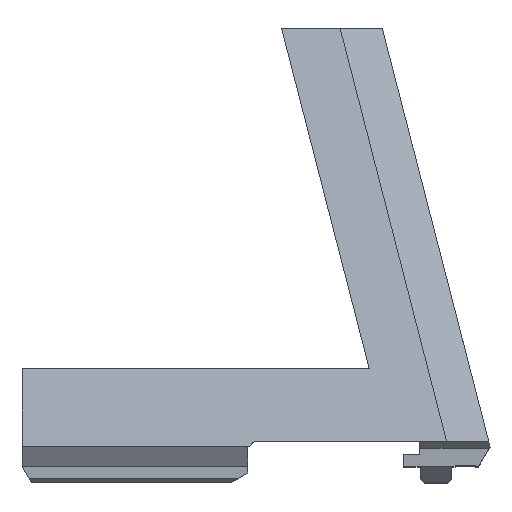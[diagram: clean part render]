
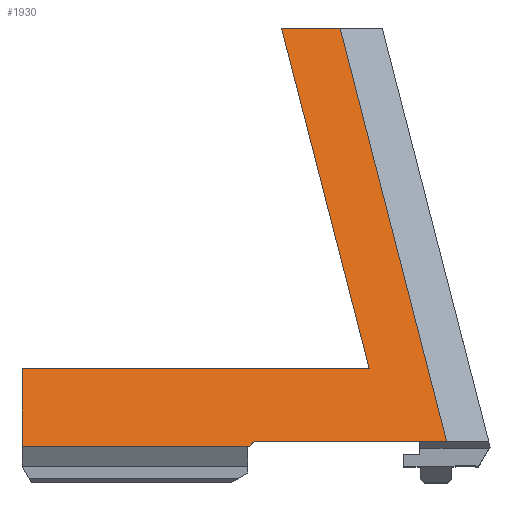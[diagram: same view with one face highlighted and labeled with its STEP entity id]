
A CAD part, top view. The second image highlights one B-rep face of the part: STEP entity #1930.
In plain terms, the highlighted planar face has unit normal (0, 0.249, 0.968).
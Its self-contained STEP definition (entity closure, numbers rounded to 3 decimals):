
#93=PLANE('',#2044);
#190=FACE_OUTER_BOUND('',#293,.T.);
#293=EDGE_LOOP('',(#1695,#1696,#1697,#1698,#1699,#1700,#1701,#1702));
#453=LINE('',#2861,#714);
#461=LINE('',#2878,#722);
#481=LINE('',#2922,#742);
#490=LINE('',#2941,#751);
#503=LINE('',#2963,#764);
#556=LINE('',#3063,#817);
#557=LINE('',#3064,#818);
#558=LINE('',#3065,#819);
#714=VECTOR('',#2322,1000.);
#722=VECTOR('',#2334,1000.);
#742=VECTOR('',#2368,1000.);
#751=VECTOR('',#2381,1000.);
#764=VECTOR('',#2398,1000.);
#817=VECTOR('',#2491,1000.);
#818=VECTOR('',#2492,1000.);
#819=VECTOR('',#2493,1000.);
#958=VERTEX_POINT('',#2859);
#959=VERTEX_POINT('',#2860);
#966=VERTEX_POINT('',#2877);
#981=VERTEX_POINT('',#2918);
#983=VERTEX_POINT('',#2921);
#991=VERTEX_POINT('',#2940);
#996=VERTEX_POINT('',#2957);
#998=VERTEX_POINT('',#2961);
#1173=EDGE_CURVE('',#958,#959,#453,.T.);
#1181=EDGE_CURVE('',#959,#966,#461,.T.);
#1202=EDGE_CURVE('',#983,#981,#481,.T.);
#1211=EDGE_CURVE('',#981,#991,#490,.T.);
#1224=EDGE_CURVE('',#996,#998,#503,.T.);
#1280=EDGE_CURVE('',#983,#958,#556,.T.);
#1281=EDGE_CURVE('',#991,#996,#557,.T.);
#1282=EDGE_CURVE('',#966,#998,#558,.T.);
#1695=ORIENTED_EDGE('',*,*,#1181,.F.);
#1696=ORIENTED_EDGE('',*,*,#1173,.F.);
#1697=ORIENTED_EDGE('',*,*,#1280,.F.);
#1698=ORIENTED_EDGE('',*,*,#1202,.T.);
#1699=ORIENTED_EDGE('',*,*,#1211,.T.);
#1700=ORIENTED_EDGE('',*,*,#1281,.T.);
#1701=ORIENTED_EDGE('',*,*,#1224,.T.);
#1702=ORIENTED_EDGE('',*,*,#1282,.F.);
#1930=ADVANCED_FACE('',(#190),#93,.F.);
#2044=AXIS2_PLACEMENT_3D('',#3062,#2489,#2490);
#2322=DIRECTION('',(1.,0.,0.));
#2334=DIRECTION('',(-0.242,0.94,-0.242));
#2368=DIRECTION('',(1.,0.,0.));
#2381=DIRECTION('',(0.696,0.696,-0.179));
#2398=DIRECTION('',(-0.242,0.94,-0.242));
#2489=DIRECTION('center_axis',(0.,-0.25,
-0.968));
#2490=DIRECTION('ref_axis',(0.,-0.968,0.25));
#2491=DIRECTION('',(0.,0.968,-0.25));
#2492=DIRECTION('',(1.,0.,0.));
#2493=DIRECTION('',(1.,0.,0.));
#2859=CARTESIAN_POINT('',(133.693,513.973,10.471));
#2860=CARTESIAN_POINT('',(218.695,513.973,10.471));
#2861=CARTESIAN_POINT('',(-47.498,513.973,10.471));
#2877=CARTESIAN_POINT('',(197.235,597.253,-10.989));
#2878=CARTESIAN_POINT('',(219.693,510.1,11.469));
#2918=CARTESIAN_POINT('',(189.342,494.942,15.376));
#2921=CARTESIAN_POINT('',(133.693,494.942,15.376));
#2922=CARTESIAN_POINT('',(189.001,494.942,15.376));
#2940=CARTESIAN_POINT('',(190.501,496.1,15.077));
#2941=CARTESIAN_POINT('',(110.124,415.723,35.79));
#2957=CARTESIAN_POINT('',(237.648,496.1,15.077));
#2961=CARTESIAN_POINT('',(211.582,597.253,-10.989));
#2963=CARTESIAN_POINT('',(204.861,623.334,-17.71));
#3062=CARTESIAN_POINT('Origin',(-46.499,562.594,-2.058));
#3063=CARTESIAN_POINT('',(133.693,562.594,-2.058));
#3064=CARTESIAN_POINT('',(-46.499,496.1,15.077));
#3065=CARTESIAN_POINT('',(-46.499,597.253,-10.989));
